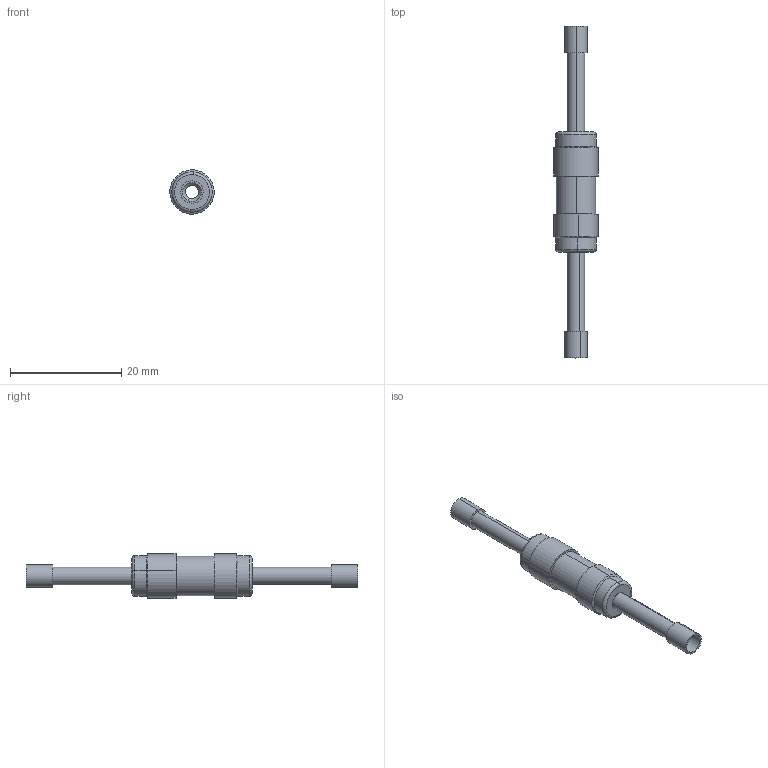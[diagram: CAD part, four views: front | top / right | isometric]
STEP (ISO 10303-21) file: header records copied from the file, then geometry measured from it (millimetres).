
FILE_DESCRIPTION (( 'STEP AP203' ), '1' );
FILE_NAME ('A0578-2-W.STEP', '2019-10-08T16:58:42', ( '' ), ( '' ), 'SwSTEP 2.0', 'SolidWorks 2019', '' );
FILE_SCHEMA (( 'CONFIG_CONTROL_DESIGN' ));
Length unit declared in the file: inch
Products named in the file (1): A0578-2-W
Bounding box: 7.95 x 59.74 x 7.95 mm (x, y, z)
Volume: 987 mm3; surface area: 1583.3 mm2
Topology: 1 solids, 1 shells, 62 faces, 124 edges, 76 vertices
Faces by surface type: cylinder 36, plane 14, cone 8, torus 4
Entity records: 1711 total; most frequent: DIRECTION 330, CARTESIAN_POINT 263, ORIENTED_EDGE 248, AXIS2_PLACEMENT_3D 143, EDGE_CURVE 124, CIRCLE 80, VERTEX_POINT 76, EDGE_LOOP 76
